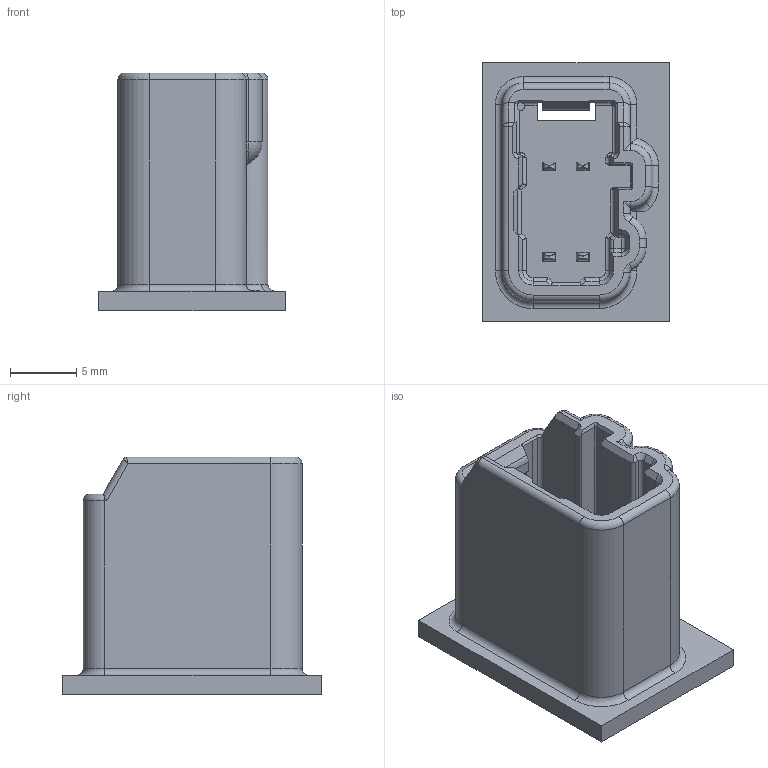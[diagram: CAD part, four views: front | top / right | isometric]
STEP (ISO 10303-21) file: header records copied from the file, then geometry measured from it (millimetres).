
FILE_DESCRIPTION(('CATIA V5 STEP Exchange','CAx-IF Rec.Pracs.--- Model Styling and Organization---1.4--- 2014-01-23'),'2;1');
FILE_NAME('4W INTERFACE KEY C.stp','2023-03-21T12:22:12+00:00',('none'),('none'),'CATIA Version 5-6 Release 2017 SP5 HF58','CATIA V5 STEP AP214','none');
FILE_SCHEMA(('AUTOMOTIVE_DESIGN { 1 0 10303 214 1 1 1 1 }'));
Length unit declared in the file: millimetre
Products named in the file (3): 1.2mm_4wFGMdwg(R008)_180824; 1.2mm_4wITF-MHSGC; 1.2mm_ITF-MBLD8209
Assembly tree (5 placements, depth 2):
  1.2mm_4wFGMdwg(R008)_180824
    1.2mm_4wITF-MHSGC
    1.2mm_ITF-MBLD8209  x4
Bounding box: 14.1 x 19.55 x 18 mm (x, y, z)
Volume: 1438.8 mm3; surface area: 2272.9 mm2
Topology: 5 solids, 5 shells, 269 faces, 681 edges, 406 vertices
Faces by surface type: plane 105, cylinder 104, torus 27, bspline 10, cone 10, sphere 9, revolution 4
Entity records: 8336 total; most frequent: CARTESIAN_POINT 3157, ORIENTED_EDGE 1150, DIRECTION 876, EDGE_CURVE 575, AXIS2_PLACEMENT_3D 348, VERTEX_POINT 346, VECTOR 322, LINE 322
